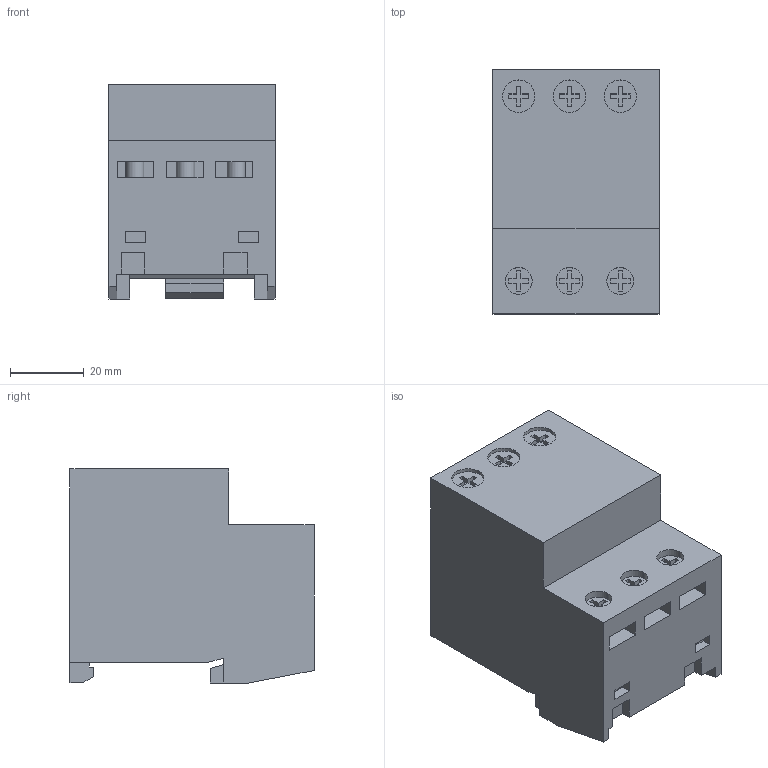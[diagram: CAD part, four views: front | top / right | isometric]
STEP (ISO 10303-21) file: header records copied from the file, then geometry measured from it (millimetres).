
FILE_DESCRIPTION((''),'2;1');
FILE_NAME('SB103855_3D_COLOUR','2013-07-31T',('SESA214371'),('Schneider-Electric'),'PRO/ENGINEER BY PARAMETRIC TECHNOLOGY CORPORATION, 2011410','PRO/ENGINEER BY PARAMETRIC TECHNOLOGY CORPORATION, 2011410','');
FILE_SCHEMA(('CONFIG_CONTROL_DESIGN'));
Length unit declared in the file: millimetre
Products named in the file (1): SB103855_3D_COLOUR
Bounding box: 45.15 x 66.3 x 58.15 mm (x, y, z)
Volume: 132258 mm3; surface area: 23354.5 mm2
Topology: 1 solids, 1 shells, 212 faces, 561 edges, 373 vertices
Faces by surface type: plane 194, cylinder 18
Entity records: 6507 total; most frequent: CARTESIAN_POINT 1146, ORIENTED_EDGE 1122, DIRECTION 1021, EDGE_CURVE 561, VECTOR 525, LINE 525, VERTEX_POINT 373, AXIS2_PLACEMENT_3D 248
